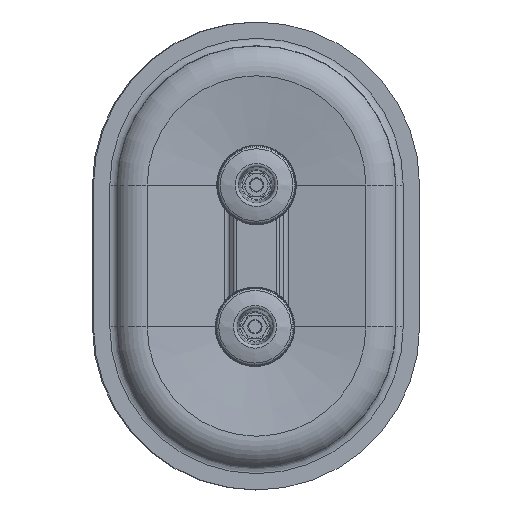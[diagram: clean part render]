
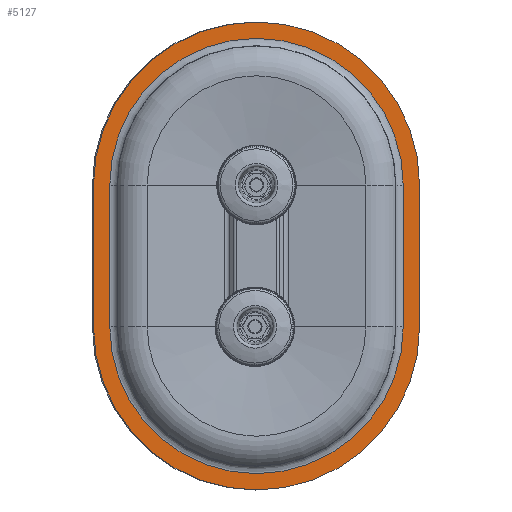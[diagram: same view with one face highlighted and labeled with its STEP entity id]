
A CAD part, top view. The second image highlights one B-rep face of the part: STEP entity #5127.
In plain terms, the highlighted planar face has unit normal (0, 0, 1).
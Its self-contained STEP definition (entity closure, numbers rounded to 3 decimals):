
#5127=ADVANCED_FACE('',(#7878,#7879),#7268,.T.);
#7268=PLANE('',#32244);
#7878=FACE_BOUND('',#8069,.T.);
#7879=FACE_BOUND('',#8070,.T.);
#8069=EDGE_LOOP('',(#10476,#10477,#10478,#10479));
#8070=EDGE_LOOP('',(#10480,#10481,#10482,#10483));
#10476=ORIENTED_EDGE('',*,*,#22219,.T.);
#10477=ORIENTED_EDGE('',*,*,#22220,.T.);
#10478=ORIENTED_EDGE('',*,*,#22216,.F.);
#10479=ORIENTED_EDGE('',*,*,#22221,.F.);
#10480=ORIENTED_EDGE('',*,*,#22222,.T.);
#10481=ORIENTED_EDGE('',*,*,#22223,.F.);
#10482=ORIENTED_EDGE('',*,*,#22224,.F.);
#10483=ORIENTED_EDGE('',*,*,#22225,.T.);
#19634=VERTEX_POINT('',#44742);
#19635=VERTEX_POINT('',#44743);
#19636=VERTEX_POINT('',#44748);
#19637=VERTEX_POINT('',#44749);
#19638=VERTEX_POINT('',#44753);
#19639=VERTEX_POINT('',#44754);
#19640=VERTEX_POINT('',#44756);
#19641=VERTEX_POINT('',#44758);
#22216=EDGE_CURVE('',#19634,#19635,#30758,.T.);
#22219=EDGE_CURVE('',#19636,#19637,#30761,.T.);
#22220=EDGE_CURVE('',#19637,#19635,#26794,.T.);
#22221=EDGE_CURVE('',#19636,#19634,#26795,.T.);
#22222=EDGE_CURVE('',#19638,#19639,#30762,.T.);
#22223=EDGE_CURVE('',#19640,#19639,#26796,.T.);
#22224=EDGE_CURVE('',#19641,#19640,#30763,.T.);
#22225=EDGE_CURVE('',#19641,#19638,#26797,.T.);
#26794=LINE('',#44750,#28762);
#26795=LINE('',#44751,#28763);
#26796=LINE('',#44755,#28764);
#26797=LINE('',#44759,#28765);
#28762=VECTOR('',#35897,1.);
#28763=VECTOR('',#35898,1.);
#28764=VECTOR('',#35901,1.);
#28765=VECTOR('',#35904,1.);
#30758=CIRCLE('',#32237,103.464);
#30761=CIRCLE('',#32241,103.464);
#30762=CIRCLE('',#32242,115.);
#30763=CIRCLE('',#32243,115.);
#32237=AXIS2_PLACEMENT_3D('',#44741,#35887,#35888);
#32241=AXIS2_PLACEMENT_3D('',#44747,#35895,#35896);
#32242=AXIS2_PLACEMENT_3D('',#44752,#35899,#35900);
#32243=AXIS2_PLACEMENT_3D('',#44757,#35902,#35903);
#32244=AXIS2_PLACEMENT_3D('',#44760,#35905,#35906);
#35887=DIRECTION('',(0.,0.,1.));
#35888=DIRECTION('',(-1.,0.,0.));
#35895=DIRECTION('',(0.,0.,-1.));
#35896=DIRECTION('',(-1.,0.,0.));
#35897=DIRECTION('',(0.,-1.,0.));
#35898=DIRECTION('',(0.,-1.,0.));
#35899=DIRECTION('',(0.,0.,1.));
#35900=DIRECTION('',(-1.,0.,0.));
#35901=DIRECTION('',(0.,-1.,0.));
#35902=DIRECTION('',(0.,0.,-1.));
#35903=DIRECTION('',(-1.,0.,0.));
#35904=DIRECTION('',(0.,-1.,0.));
#35905=DIRECTION('',(0.,0.,1.));
#35906=DIRECTION('',(1.,0.,0.));
#44741=CARTESIAN_POINT('',(0.743,0.,6.6));
#44742=CARTESIAN_POINT('',(-102.721,0.,6.6));
#44743=CARTESIAN_POINT('',(104.208,0.,6.6));
#44747=CARTESIAN_POINT('',(0.743,100.,6.6));
#44748=CARTESIAN_POINT('',(-102.721,100.,6.6));
#44749=CARTESIAN_POINT('',(104.208,100.,6.6));
#44750=CARTESIAN_POINT('',(104.208,50.,6.6));
#44751=CARTESIAN_POINT('',(-102.721,50.,6.6));
#44752=CARTESIAN_POINT('',(0.743,0.,6.6));
#44753=CARTESIAN_POINT('',(-114.257,0.,6.6));
#44754=CARTESIAN_POINT('',(115.743,0.,6.6));
#44755=CARTESIAN_POINT('',(115.743,50.,6.6));
#44756=CARTESIAN_POINT('',(115.743,100.,6.6));
#44757=CARTESIAN_POINT('',(0.743,100.,6.6));
#44758=CARTESIAN_POINT('',(-114.257,100.,6.6));
#44759=CARTESIAN_POINT('',(-114.257,50.,6.6));
#44760=CARTESIAN_POINT('',(-114.257,0.,6.6));
